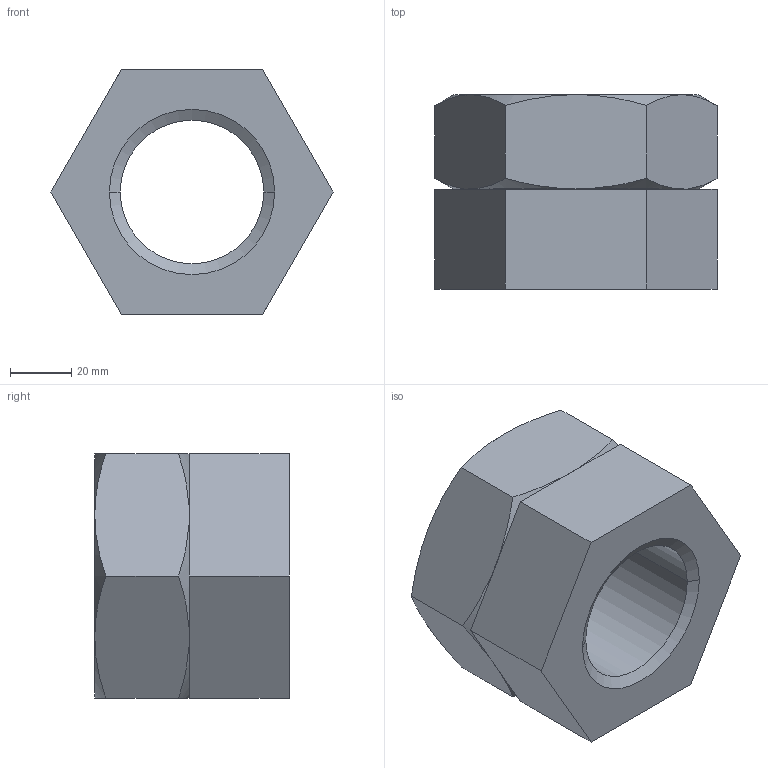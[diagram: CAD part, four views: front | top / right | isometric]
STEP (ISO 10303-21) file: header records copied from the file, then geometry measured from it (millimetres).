
FILE_DESCRIPTION((''),'2;1');
FILE_NAME('0RBSC052_____0','2019-10-29T14:05:47',('kim.bk'),(''),'CREO PARAMETRIC BY PTC INC, 2019010','CREO PARAMETRIC BY PTC INC, 2019010','');
FILE_SCHEMA(('CONFIG_CONTROL_DESIGN'));
Length unit declared in the file: millimetre
Products named in the file (1): 0RBSC052_____0
Bounding box: 92.38 x 63.7 x 80 mm (x, y, z)
Volume: 239855.9 mm3; surface area: 47230.8 mm2
Topology: 2 solids, 2 shells, 315 faces, 872 edges, 578 vertices
Faces by surface type: plane 291, cone 20, cylinder 4
Entity records: 9986 total; most frequent: CARTESIAN_POINT 1897, ORIENTED_EDGE 1744, DIRECTION 1510, EDGE_CURVE 872, VECTOR 816, LINE 816, VERTEX_POINT 578, AXIS2_PLACEMENT_3D 347
